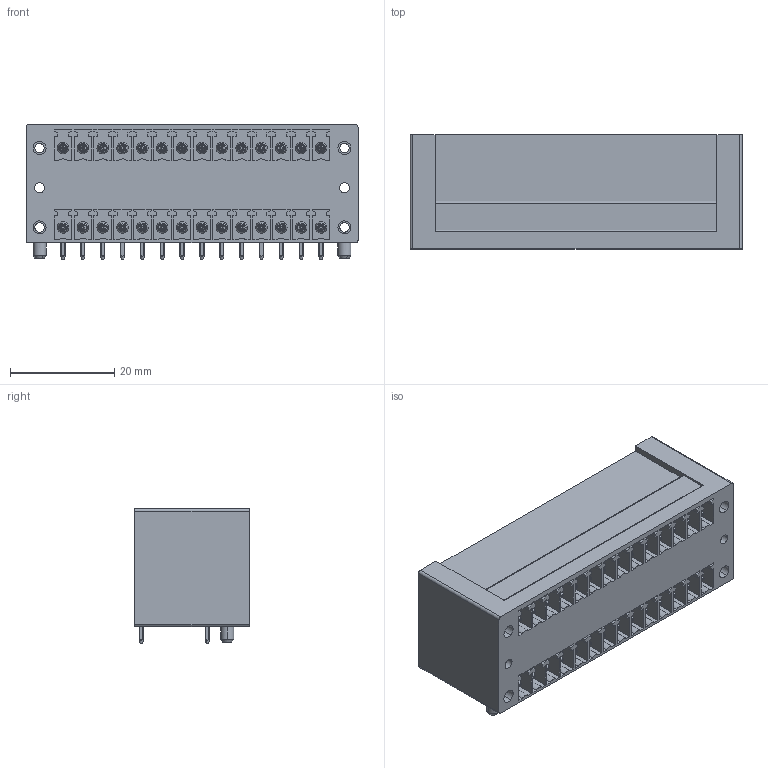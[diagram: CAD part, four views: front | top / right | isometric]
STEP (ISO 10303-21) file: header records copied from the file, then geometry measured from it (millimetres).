
FILE_DESCRIPTION(('CATIA V5 STEP Exchange','CAx-IF Rec.Pracs.--- Model Styling and Organization---1.2---2011-12-15'),'2;1');
FILE_NAME ('D1460805_0', '2018-09-29T07:48:03+00:00', ('none'), ('Weidmueller'), 'CATIA Version 5-6 Release 2014', 'CATIA V5 STEP AP214', 'none');
FILE_SCHEMA(('AUTOMOTIVE_DESIGN { 1 0 10303 214 1 1 1 1 }'));
Products named in the file (1): 1973380000
Bounding box: 63.73 x 21.9 x 25.9 mm (x, y, z)
Volume: 27086.1 mm3; surface area: 15364.6 mm2
Topology: 31 solids, 31 shells, 1846 faces, 5032 edges, 3308 vertices
Faces by surface type: plane 1168, cylinder 450, cone 172, torus 56
Entity records: 56063 total; most frequent: CARTESIAN_POINT 15411, ORIENTED_EDGE 10064, DIRECTION 5648, EDGE_CURVE 5032, VECTOR 3452, LINE 3452, VERTEX_POINT 3308, EDGE_LOOP 1974
